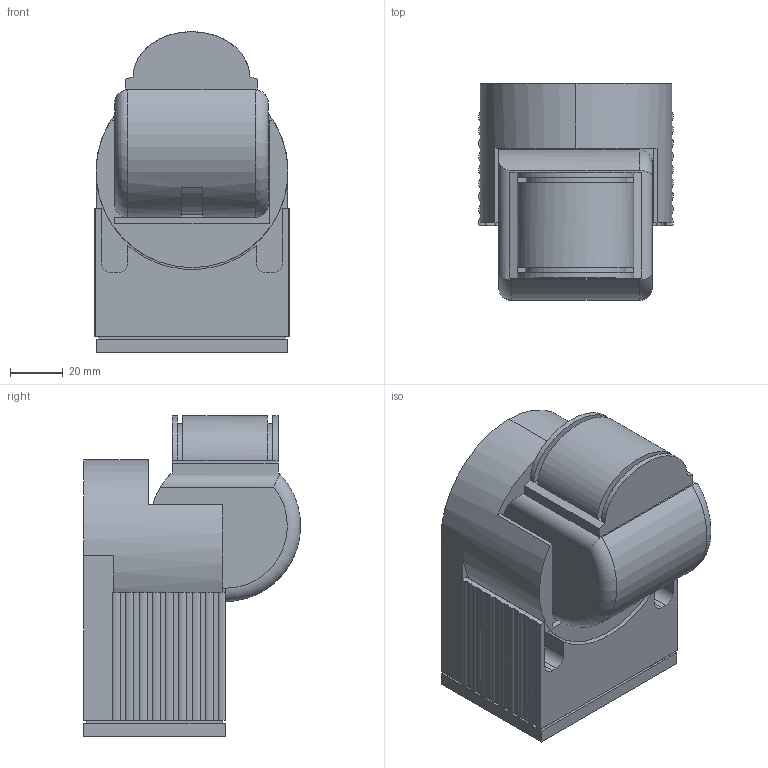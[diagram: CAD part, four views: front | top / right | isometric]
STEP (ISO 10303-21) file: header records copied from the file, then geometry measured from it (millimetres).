
FILE_DESCRIPTION (( 'STEP AP214' ), '1' );
FILE_NAME ('LDD10-012-1100-001 Äàò÷èê äâèæåíèÿ ÄÄ 012 áåëûé, ìàêñ. íàãðóçêà 1100Âò, óãîë îáçîðà 180ãðàä., äàëüíîñòü 12ì, IP44, ÈÝÊ.STEP', '2017-09-01T10:56:33', ( '' ), ( '' ), 'SwSTEP 2.0', 'SolidWorks 2014', '' );
FILE_SCHEMA (( 'AUTOMOTIVE_DESIGN' ));
Length unit declared in the file: millimetre
Products named in the file (1): LDD10-012-1100-001 Äàò÷èê äâèæåíèÿ ÄÄ 012 áåëûé, ìàêñ. íàãðóçêà 1100Âò, óãîë îáçîðà 180ãðàä., äàëüíîñòü 12ì, IP44, ÈÝÊ
Bounding box: 73.5 x 81.95 x 121.12 mm (x, y, z)
Volume: 422506 mm3; surface area: 60784.8 mm2
Topology: 1 solids, 1 shells, 144 faces, 392 edges, 256 vertices
Faces by surface type: plane 92, cylinder 25, bspline 23, torus 4
Entity records: 4680 total; most frequent: CARTESIAN_POINT 1185, ORIENTED_EDGE 784, DIRECTION 651, EDGE_CURVE 392, VECTOR 275, LINE 275, VERTEX_POINT 256, AXIS2_PLACEMENT_3D 188
